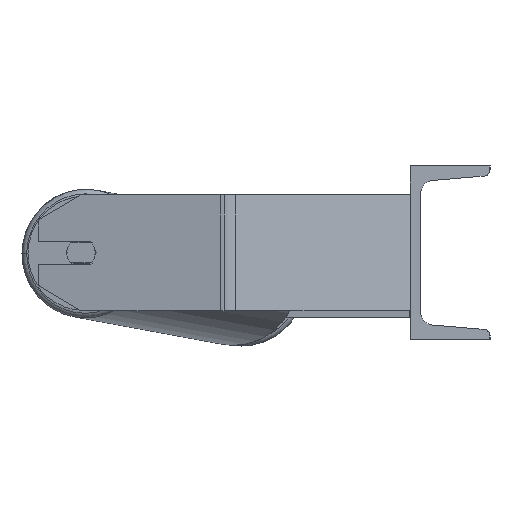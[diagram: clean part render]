
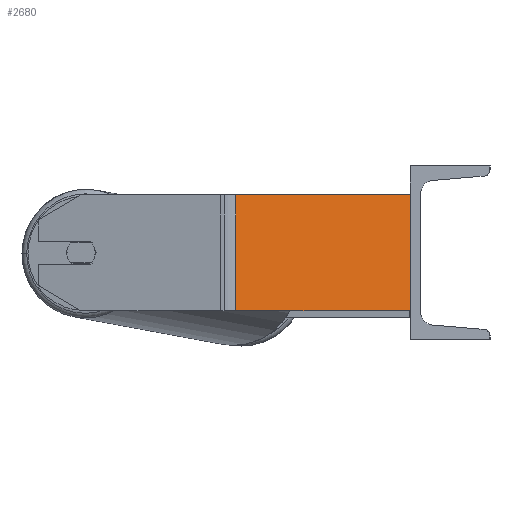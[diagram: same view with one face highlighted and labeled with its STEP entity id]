
A CAD part, left-side view. The second image highlights one B-rep face of the part: STEP entity #2680.
In plain terms, the highlighted planar face has unit normal (-0.866, -0.5, 0).
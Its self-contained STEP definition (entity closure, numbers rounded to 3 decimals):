
#12 = EDGE_CURVE ( 'NONE', #5484, #2371, #8229, .T. ) ;
#35 = VERTEX_POINT ( 'NONE', #4816 ) ;
#122 = DIRECTION ( 'NONE',  ( -0.5, 0.866, 0. ) ) ;
#149 = ORIENTED_EDGE ( 'NONE', *, *, #5473, .T. ) ;
#157 = CARTESIAN_POINT ( 'NONE',  ( -957.634, 125.807, 40. ) ) ;
#1089 = EDGE_CURVE ( 'NONE', #35, #5484, #2289, .T. ) ;
#2289 = LINE ( 'NONE', #7328, #4841 ) ;
#2371 = VERTEX_POINT ( 'NONE', #3850 ) ;
#2472 = LINE ( 'NONE', #2963, #5860 ) ;
#2603 = CARTESIAN_POINT ( 'NONE',  ( -957.634, 125.807, -40. ) ) ;
#2648 = CARTESIAN_POINT ( 'NONE',  ( -885., 0., 40. ) ) ;
#2680 = ADVANCED_FACE ( 'NONE', ( #3880 ), #8689, .F. ) ;
#2963 = CARTESIAN_POINT ( 'NONE',  ( -954.723, 120.763, 40. ) ) ;
#2967 = CARTESIAN_POINT ( 'NONE',  ( -954.723, 120.763, -40. ) ) ;
#3128 = VERTEX_POINT ( 'NONE', #2967 ) ;
#3594 = LINE ( 'NONE', #2603, #6250 ) ;
#3675 = DIRECTION ( 'NONE',  ( 0., 0., -1. ) ) ;
#3850 = CARTESIAN_POINT ( 'NONE',  ( -885., 0., -40. ) ) ;
#3880 = FACE_OUTER_BOUND ( 'NONE', #8733, .T. ) ;
#4028 = CARTESIAN_POINT ( 'NONE',  ( -885., 0., 40. ) ) ;
#4070 = DIRECTION ( 'NONE',  ( 0., 0., -1. ) ) ;
#4514 = VECTOR ( 'NONE', #4070, 1000. ) ;
#4642 = ORIENTED_EDGE ( 'NONE', *, *, #9033, .T. ) ;
#4816 = CARTESIAN_POINT ( 'NONE',  ( -954.723, 120.763, 40. ) ) ;
#4841 = VECTOR ( 'NONE', #7217, 1000. ) ;
#5423 = DIRECTION ( 'NONE',  ( 0.5, -0.866, 0. ) ) ;
#5473 = EDGE_CURVE ( 'NONE', #3128, #2371, #3594, .T. ) ;
#5484 = VERTEX_POINT ( 'NONE', #2648 ) ;
#5860 = VECTOR ( 'NONE', #3675, 1000. ) ;
#6250 = VECTOR ( 'NONE', #5423, 1000. ) ;
#7217 = DIRECTION ( 'NONE',  ( 0.5, -0.866, 0. ) ) ;
#7328 = CARTESIAN_POINT ( 'NONE',  ( -957.634, 125.807, 40. ) ) ;
#7415 = ORIENTED_EDGE ( 'NONE', *, *, #12, .F. ) ;
#7870 = AXIS2_PLACEMENT_3D ( 'NONE', #157, #7946, #122 ) ;
#7937 = ORIENTED_EDGE ( 'NONE', *, *, #1089, .F. ) ;
#7946 = DIRECTION ( 'NONE',  ( 0.866, 0.5, 0. ) ) ;
#8229 = LINE ( 'NONE', #4028, #4514 ) ;
#8689 = PLANE ( 'NONE',  #7870 ) ;
#8733 = EDGE_LOOP ( 'NONE', ( #149, #7415, #7937, #4642 ) ) ;
#9033 = EDGE_CURVE ( 'NONE', #35, #3128, #2472, .T. ) ;
